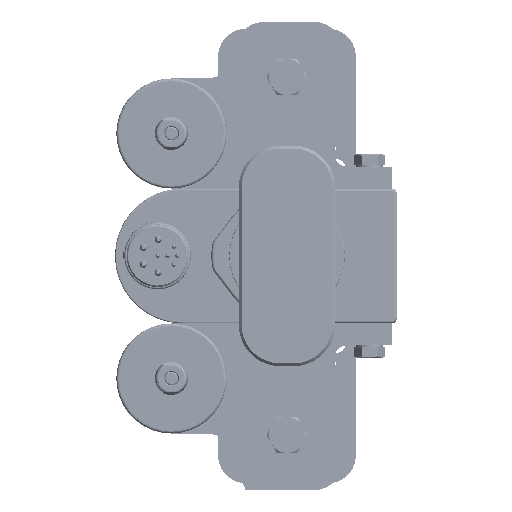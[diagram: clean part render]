
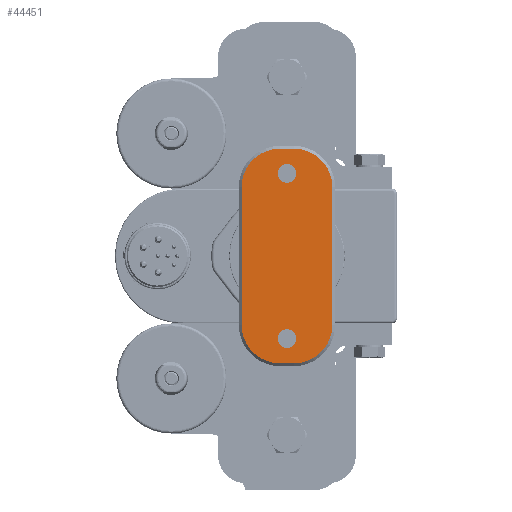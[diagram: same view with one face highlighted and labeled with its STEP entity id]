
A CAD part, left-side view. The second image highlights one B-rep face of the part: STEP entity #44451.
In plain terms, the highlighted face is planar.
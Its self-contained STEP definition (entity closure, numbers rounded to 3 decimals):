
#1564 = CARTESIAN_POINT ( 'NONE',  ( -25., -2.5, 15. ) ) ;
#1648 = VERTEX_POINT ( 'NONE', #26418 ) ;
#1934 = VECTOR ( 'NONE', #56693, 1000. ) ;
#4365 = EDGE_CURVE ( 'NONE', #5993, #13060, #15803, .T. ) ;
#4587 = CIRCLE ( 'NONE', #7714, 14. ) ;
#5993 = VERTEX_POINT ( 'NONE', #26988 ) ;
#6308 = CARTESIAN_POINT ( 'NONE',  ( 39., 2.5, 15. ) ) ;
#6943 = VECTOR ( 'NONE', #50306, 1000. ) ;
#6995 = ORIENTED_EDGE ( 'NONE', *, *, #13201, .T. ) ;
#7247 = CARTESIAN_POINT ( 'NONE',  ( -25., -16.5, 15. ) ) ;
#7255 = DIRECTION ( 'NONE',  ( 0., 1., 0. ) ) ;
#7714 = AXIS2_PLACEMENT_3D ( 'NONE', #54162, #29028, #39303 ) ;
#8146 = CARTESIAN_POINT ( 'NONE',  ( 30., 0., 15. ) ) ;
#8235 = ORIENTED_EDGE ( 'NONE', *, *, #22809, .F. ) ;
#10010 = ORIENTED_EDGE ( 'NONE', *, *, #28243, .T. ) ;
#10122 = CARTESIAN_POINT ( 'NONE',  ( 0., 0., 15. ) ) ;
#10953 = VERTEX_POINT ( 'NONE', #50513 ) ;
#11239 = LINE ( 'NONE', #40387, #6943 ) ;
#11929 = ORIENTED_EDGE ( 'NONE', *, *, #29412, .F. ) ;
#13060 = VERTEX_POINT ( 'NONE', #7247 ) ;
#13201 = EDGE_CURVE ( 'NONE', #39616, #10953, #4587, .T. ) ;
#14008 = DIRECTION ( 'NONE',  ( 0., -1., 0. ) ) ;
#15059 = FACE_BOUND ( 'NONE', #46480, .T. ) ;
#15381 = DIRECTION ( 'NONE',  ( 1., 0., 0. ) ) ;
#15612 = AXIS2_PLACEMENT_3D ( 'NONE', #63931, #64579, #59301 ) ;
#15718 = ORIENTED_EDGE ( 'NONE', *, *, #21416, .T. ) ;
#15803 = CIRCLE ( 'NONE', #56979, 14. ) ;
#15965 = AXIS2_PLACEMENT_3D ( 'NONE', #36747, #50921, #45640 ) ;
#15996 = EDGE_CURVE ( 'NONE', #61866, #46623, #36096, .T. ) ;
#16389 = CARTESIAN_POINT ( 'NONE',  ( -25., 2.5, 15. ) ) ;
#16660 = AXIS2_PLACEMENT_3D ( 'NONE', #10122, #30292, #15381 ) ;
#18146 = CARTESIAN_POINT ( 'NONE',  ( -26.6, 0., 15. ) ) ;
#18425 = CARTESIAN_POINT ( 'NONE',  ( 39., 0., 15. ) ) ;
#19135 = VERTEX_POINT ( 'NONE', #18146 ) ;
#21416 = EDGE_CURVE ( 'NONE', #13060, #61866, #11239, .T. ) ;
#21647 = CIRCLE ( 'NONE', #37533, 3.4 ) ;
#21962 = CARTESIAN_POINT ( 'NONE',  ( -25., 16.5, 15. ) ) ;
#22063 = VERTEX_POINT ( 'NONE', #23198 ) ;
#22809 = EDGE_CURVE ( 'NONE', #19135, #19135, #48379, .T. ) ;
#23198 = CARTESIAN_POINT ( 'NONE',  ( -39., 2.5, 15. ) ) ;
#24906 = LINE ( 'NONE', #30215, #42639 ) ;
#25353 = DIRECTION ( 'NONE',  ( 1., 0., 0. ) ) ;
#25656 = DIRECTION ( 'NONE',  ( 1., 0., 0. ) ) ;
#25993 = DIRECTION ( 'NONE',  ( 0., 0., 1. ) ) ;
#26418 = CARTESIAN_POINT ( 'NONE',  ( 33.4, 0., 15. ) ) ;
#26988 = CARTESIAN_POINT ( 'NONE',  ( -39., -2.5, 15. ) ) ;
#28243 = EDGE_CURVE ( 'NONE', #22063, #5993, #24906, .T. ) ;
#28269 = CARTESIAN_POINT ( 'NONE',  ( 25., -16.5, 15. ) ) ;
#28565 = ORIENTED_EDGE ( 'NONE', *, *, #15996, .T. ) ;
#29028 = DIRECTION ( 'NONE',  ( 0., 0., 1. ) ) ;
#29412 = EDGE_CURVE ( 'NONE', #1648, #1648, #21647, .T. ) ;
#30215 = CARTESIAN_POINT ( 'NONE',  ( -39., 0., 15. ) ) ;
#30292 = DIRECTION ( 'NONE',  ( 0., 0., 1. ) ) ;
#35010 = EDGE_CURVE ( 'NONE', #10953, #58562, #52463, .T. ) ;
#35305 = FACE_BOUND ( 'NONE', #56869, .T. ) ;
#36096 = CIRCLE ( 'NONE', #15965, 14. ) ;
#36747 = CARTESIAN_POINT ( 'NONE',  ( 25., -2.5, 15. ) ) ;
#37216 = AXIS2_PLACEMENT_3D ( 'NONE', #16389, #51169, #25353 ) ;
#37344 = DIRECTION ( 'NONE',  ( 1., 0., 0. ) ) ;
#37533 = AXIS2_PLACEMENT_3D ( 'NONE', #8146, #52831, #37344 ) ;
#37861 = EDGE_CURVE ( 'NONE', #46623, #39616, #63397, .T. ) ;
#39303 = DIRECTION ( 'NONE',  ( 1., 0., 0. ) ) ;
#39616 = VERTEX_POINT ( 'NONE', #6308 ) ;
#40160 = CARTESIAN_POINT ( 'NONE',  ( 39., -2.5, 15. ) ) ;
#40387 = CARTESIAN_POINT ( 'NONE',  ( 25., -16.5, 15. ) ) ;
#42639 = VECTOR ( 'NONE', #14008, 1000. ) ;
#44451 = ADVANCED_FACE ( 'NONE', ( #65311, #15059, #35305 ), #55435, .T. ) ;
#45622 = CIRCLE ( 'NONE', #37216, 14. ) ;
#45640 = DIRECTION ( 'NONE',  ( 1., 0., 0. ) ) ;
#46480 = EDGE_LOOP ( 'NONE', ( #11929 ) ) ;
#46623 = VERTEX_POINT ( 'NONE', #40160 ) ;
#47093 = ORIENTED_EDGE ( 'NONE', *, *, #37861, .T. ) ;
#48379 = CIRCLE ( 'NONE', #15612, 3.4 ) ;
#49088 = ORIENTED_EDGE ( 'NONE', *, *, #4365, .T. ) ;
#50306 = DIRECTION ( 'NONE',  ( 1., 0., 0. ) ) ;
#50513 = CARTESIAN_POINT ( 'NONE',  ( 25., 16.5, 15. ) ) ;
#50921 = DIRECTION ( 'NONE',  ( 0., 0., 1. ) ) ;
#51169 = DIRECTION ( 'NONE',  ( 0., 0., 1. ) ) ;
#52463 = LINE ( 'NONE', #61001, #1934 ) ;
#52831 = DIRECTION ( 'NONE',  ( 0., 0., 1. ) ) ;
#54162 = CARTESIAN_POINT ( 'NONE',  ( 25., 2.5, 15. ) ) ;
#55435 = PLANE ( 'NONE',  #16660 ) ;
#56693 = DIRECTION ( 'NONE',  ( -1., 0., 0. ) ) ;
#56869 = EDGE_LOOP ( 'NONE', ( #8235 ) ) ;
#56979 = AXIS2_PLACEMENT_3D ( 'NONE', #1564, #25993, #25656 ) ;
#58036 = ORIENTED_EDGE ( 'NONE', *, *, #35010, .T. ) ;
#58562 = VERTEX_POINT ( 'NONE', #21962 ) ;
#59301 = DIRECTION ( 'NONE',  ( 1., 0., 0. ) ) ;
#60184 = ORIENTED_EDGE ( 'NONE', *, *, #64831, .T. ) ;
#60274 = VECTOR ( 'NONE', #7255, 1000. ) ;
#61001 = CARTESIAN_POINT ( 'NONE',  ( -25., 16.5, 15. ) ) ;
#61235 = EDGE_LOOP ( 'NONE', ( #47093, #6995, #58036, #60184, #10010, #49088, #15718, #28565 ) ) ;
#61866 = VERTEX_POINT ( 'NONE', #28269 ) ;
#63397 = LINE ( 'NONE', #18425, #60274 ) ;
#63931 = CARTESIAN_POINT ( 'NONE',  ( -30., 0., 15. ) ) ;
#64579 = DIRECTION ( 'NONE',  ( 0., 0., 1. ) ) ;
#64831 = EDGE_CURVE ( 'NONE', #58562, #22063, #45622, .T. ) ;
#65311 = FACE_OUTER_BOUND ( 'NONE', #61235, .T. ) ;
